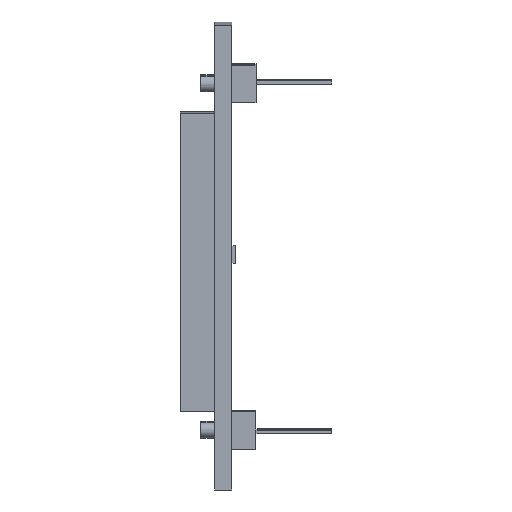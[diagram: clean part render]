
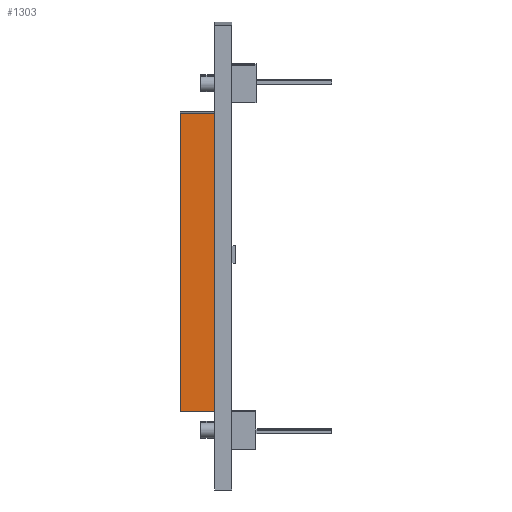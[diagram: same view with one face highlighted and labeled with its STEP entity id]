
A CAD part, left-side view. The second image highlights one B-rep face of the part: STEP entity #1303.
In plain terms, the highlighted planar face has unit normal (-1, 0, -0.003).
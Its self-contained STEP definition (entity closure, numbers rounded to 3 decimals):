
#289=FACE_OUTER_BOUND('',#344,.T.);
#344=EDGE_LOOP('',(#941,#942,#943,#944));
#466=LINE('',#2071,#553);
#467=LINE('',#2074,#554);
#468=LINE('',#2076,#555);
#469=LINE('',#2077,#556);
#553=VECTOR('',#1649,10.);
#554=VECTOR('',#1652,10.);
#555=VECTOR('',#1653,10.);
#556=VECTOR('',#1654,10.);
#634=VERTEX_POINT('',#2067);
#635=VERTEX_POINT('',#2069);
#636=VERTEX_POINT('',#2073);
#637=VERTEX_POINT('',#2075);
#762=EDGE_CURVE('',#634,#635,#466,.T.);
#763=EDGE_CURVE('',#634,#636,#467,.T.);
#764=EDGE_CURVE('',#637,#635,#468,.T.);
#765=EDGE_CURVE('',#636,#637,#469,.T.);
#941=ORIENTED_EDGE('',*,*,#763,.F.);
#942=ORIENTED_EDGE('',*,*,#762,.T.);
#943=ORIENTED_EDGE('',*,*,#764,.F.);
#944=ORIENTED_EDGE('',*,*,#765,.F.);
#1258=PLANE('',#1457);
#1303=ADVANCED_FACE('',(#289),#1258,.T.);
#1457=AXIS2_PLACEMENT_3D('',#2072,#1650,#1651);
#1649=DIRECTION('',(0.,1.,0.));
#1650=DIRECTION('center_axis',(-1.,0.,0.));
#1651=DIRECTION('ref_axis',(0.,0.,1.));
#1652=DIRECTION('',(0.,0.,-1.));
#1653=DIRECTION('',(0.,0.,1.));
#1654=DIRECTION('',(0.,1.,0.));
#2067=CARTESIAN_POINT('',(6.1,0.756,8.373));
#2069=CARTESIAN_POINT('',(6.1,2.756,8.373));
#2071=CARTESIAN_POINT('',(6.1,0.756,8.373));
#2072=CARTESIAN_POINT('Origin',(6.1,0.756,-8.933));
#2073=CARTESIAN_POINT('',(6.1,0.756,-8.933));
#2074=CARTESIAN_POINT('',(6.1,0.756,-11.216));
#2075=CARTESIAN_POINT('',(6.1,2.756,-8.933));
#2076=CARTESIAN_POINT('',(6.1,2.756,-8.933));
#2077=CARTESIAN_POINT('',(6.1,0.756,-8.933));
